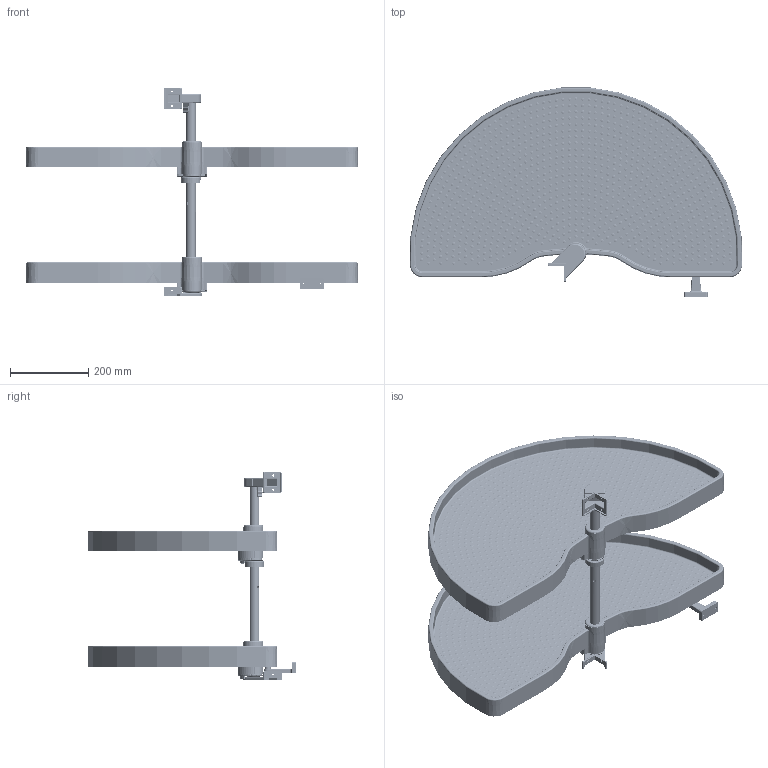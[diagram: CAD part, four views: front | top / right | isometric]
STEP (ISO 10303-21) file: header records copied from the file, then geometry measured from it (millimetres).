
FILE_DESCRIPTION(/* description */ (''),/* implementation_level */ '2;1');
FILE_NAME(/* name */ 'V_9521.43 - Schwenkbeschlag 510mm.stp',/* time_stamp */ '2020-08-28T10:53:15+02:00',/* author */ (''),/* organization */ (''),/* preprocessor_version */ 'ST-DEVELOPER v16.7',/* originating_system */ 'SIEMENS PLM Software NX 1888',/* authorisation */ '');
FILE_SCHEMA (('AUTOMOTIVE_DESIGN { 1 0 10303 214 3 1 1 1 }'));
Length unit declared in the file: millimetre
Products named in the file (1): Bred2AE03971re8l
Bounding box: 847.68 x 533.2 x 529.7 mm (x, y, z)
Volume: 2912059.7 mm3; surface area: 2224743.4 mm2
Topology: 14 solids, 14 shells, 2769 faces, 9860 edges, 7115 vertices
Faces by surface type: bspline 1998, plane 281, cylinder 255, torus 120, cone 90, sphere 21, extrusion 4
Full cylindrical faces by diameter (mm): 4.1 x4, 4.5 x2, 5 x2, 7 x1, 7.1 x6, 14.8 x1, 17.6 x1, 20.6 x1, 21.6 x1, 22 x1, 25 x5, 25.3 x1, 26 x1, 29.457 x2, 30 x4, 30.3 x1, 34.6 x1, 35 x2, 45.65 x1, 49.25 x1
Entity records: 117513 total; most frequent: CARTESIAN_POINT 66775, DIRECTION 8132, ORIENTED_EDGE 7804, FACE_BOUND 6098, VERTEX_POINT 5141, EDGE_LOOP 4855, EDGE_CURVE 3902, AXIS2_PLACEMENT_3D 3621
